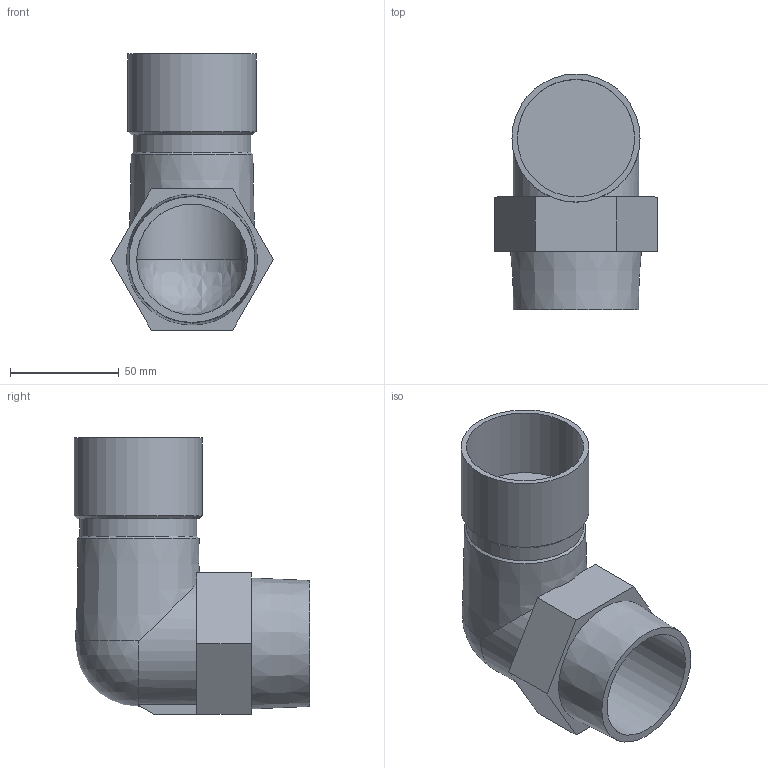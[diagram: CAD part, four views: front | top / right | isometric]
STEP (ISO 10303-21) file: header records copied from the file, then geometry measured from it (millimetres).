
FILE_DESCRIPTION( ( 'Unknown' ), '1' );
FILE_NAME( 'F8R2DN54.stp', 'Unknown', ( 'Unknown' ), ( 'Unknown' ), 'PSStep 14.0', 'Unknown', ' ' );
FILE_SCHEMA( ( 'AUTOMOTIVE_DESIGN { 1 0 10303 214 1 1 1 1 }' ) );
Length unit declared in the file: millimetre
Products named in the file (1): 1
Bounding box: 75.06 x 108.5 x 127.2 mm (x, y, z)
Volume: 136677.4 mm3; surface area: 66669.2 mm2
Topology: 1 solids, 1 shells, 32 faces, 79 edges, 50 vertices
Faces by surface type: plane 19, cylinder 7, cone 4, bspline 1, sphere 1
Full cylindrical faces by diameter (mm): 51 x2, 54 x2, 59 x1
Entity records: 1253 total; most frequent: CARTESIAN_POINT 298, DIRECTION 144, ORIENTED_EDGE 124, EDGE_CURVE 62, AXIS2_PLACEMENT_3D 55, EDGE_LOOP 45, VERTEX_POINT 45, FACE_OUTER_BOUND 37
